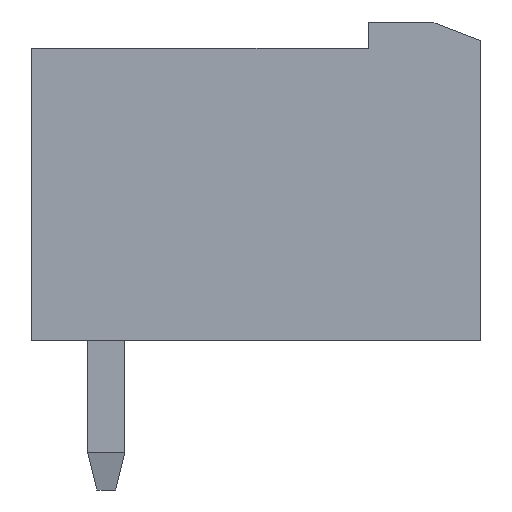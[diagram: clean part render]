
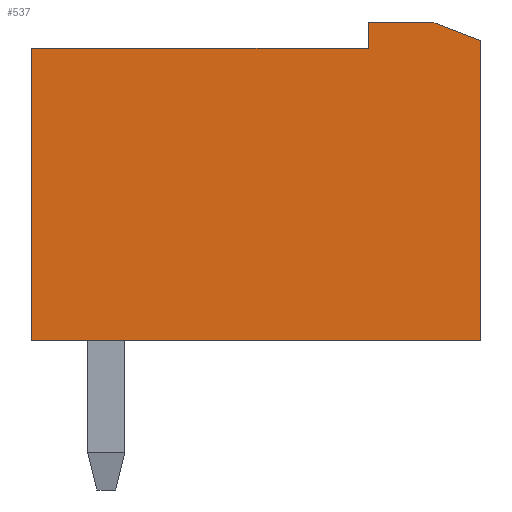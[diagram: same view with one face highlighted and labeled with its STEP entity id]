
A CAD part, left-side view. The second image highlights one B-rep face of the part: STEP entity #537.
In plain terms, the highlighted planar face has unit normal (-1, 0, 0).
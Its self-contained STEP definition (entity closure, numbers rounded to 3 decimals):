
#537 = ADVANCED_FACE('',(#538),#596,.T.);
#538 = FACE_BOUND('',#539,.T.);
#539 = EDGE_LOOP('',(#540,#550,#558,#566,#574,#582,#590));
#540 = ORIENTED_EDGE('',*,*,#541,.F.);
#541 = EDGE_CURVE('',#542,#544,#546,.T.);
#542 = VERTEX_POINT('',#543);
#543 = CARTESIAN_POINT('',(-5.7,-9.95,7.94));
#544 = VERTEX_POINT('',#545);
#545 = CARTESIAN_POINT('',(-5.7,-9.95,-0.06));
#546 = LINE('',#547,#548);
#547 = CARTESIAN_POINT('',(-5.7,-9.95,7.94));
#548 = VECTOR('',#549,1.);
#549 = DIRECTION('',(0.,0.,-1.));
#550 = ORIENTED_EDGE('',*,*,#551,.T.);
#551 = EDGE_CURVE('',#542,#552,#554,.T.);
#552 = VERTEX_POINT('',#553);
#553 = CARTESIAN_POINT('',(-5.7,-8.65,8.44));
#554 = LINE('',#555,#556);
#555 = CARTESIAN_POINT('',(-5.7,-9.95,7.94));
#556 = VECTOR('',#557,1.);
#557 = DIRECTION('',(0.,0.933,0.359));
#558 = ORIENTED_EDGE('',*,*,#559,.F.);
#559 = EDGE_CURVE('',#560,#552,#562,.T.);
#560 = VERTEX_POINT('',#561);
#561 = CARTESIAN_POINT('',(-5.7,-6.95,8.44));
#562 = LINE('',#563,#564);
#563 = CARTESIAN_POINT('',(-5.7,-6.95,8.44));
#564 = VECTOR('',#565,1.);
#565 = DIRECTION('',(0.,-1.,0.));
#566 = ORIENTED_EDGE('',*,*,#567,.T.);
#567 = EDGE_CURVE('',#560,#568,#570,.T.);
#568 = VERTEX_POINT('',#569);
#569 = CARTESIAN_POINT('',(-5.7,-6.95,7.74));
#570 = LINE('',#571,#572);
#571 = CARTESIAN_POINT('',(-5.7,-6.95,8.44));
#572 = VECTOR('',#573,1.);
#573 = DIRECTION('',(0.,0.,-1.));
#574 = ORIENTED_EDGE('',*,*,#575,.T.);
#575 = EDGE_CURVE('',#568,#576,#578,.T.);
#576 = VERTEX_POINT('',#577);
#577 = CARTESIAN_POINT('',(-5.7,2.05,7.74));
#578 = LINE('',#579,#580);
#579 = CARTESIAN_POINT('',(-5.7,-6.95,7.74));
#580 = VECTOR('',#581,1.);
#581 = DIRECTION('',(0.,1.,0.));
#582 = ORIENTED_EDGE('',*,*,#583,.F.);
#583 = EDGE_CURVE('',#584,#576,#586,.T.);
#584 = VERTEX_POINT('',#585);
#585 = CARTESIAN_POINT('',(-5.7,2.05,-0.06));
#586 = LINE('',#587,#588);
#587 = CARTESIAN_POINT('',(-5.7,2.05,-0.06));
#588 = VECTOR('',#589,1.);
#589 = DIRECTION('',(0.,0.,1.));
#590 = ORIENTED_EDGE('',*,*,#591,.F.);
#591 = EDGE_CURVE('',#544,#584,#592,.T.);
#592 = LINE('',#593,#594);
#593 = CARTESIAN_POINT('',(-5.7,-9.95,-0.06));
#594 = VECTOR('',#595,1.);
#595 = DIRECTION('',(0.,1.,0.));
#596 = PLANE('',#597);
#597 = AXIS2_PLACEMENT_3D('',#598,#599,#600);
#598 = CARTESIAN_POINT('',(-5.7,4.339,-6.21));
#599 = DIRECTION('',(-1.,0.,0.));
#600 = DIRECTION('',(0.,-1.,0.));
